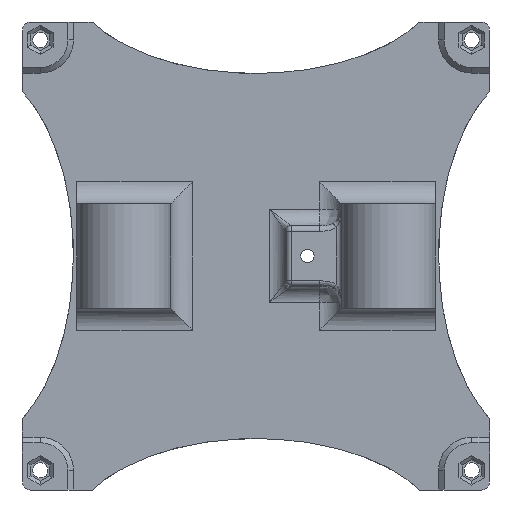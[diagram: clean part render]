
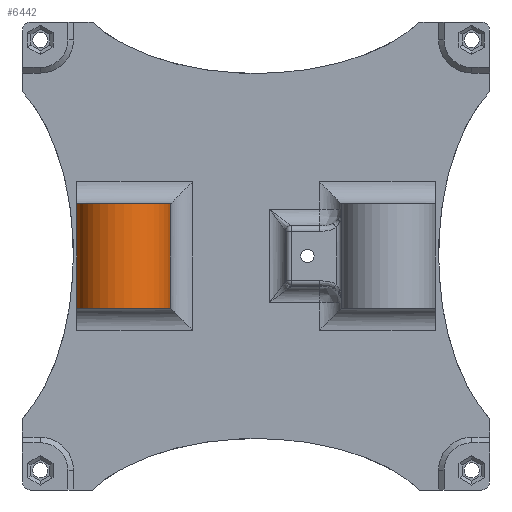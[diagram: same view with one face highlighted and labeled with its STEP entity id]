
A CAD part, front view. The second image highlights one B-rep face of the part: STEP entity #6442.
In plain terms, the highlighted cylindrical face has radius 10.775 mm (diameter 21.55 mm), a partial arc.
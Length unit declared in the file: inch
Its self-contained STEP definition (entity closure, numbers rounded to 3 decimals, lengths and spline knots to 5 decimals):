
#593 = EDGE_CURVE ( 'NONE', #2359, #5610, #2247, .T. ) ;
#753 = EDGE_LOOP ( 'NONE', ( #3243, #6417, #4232, #2734 ) ) ;
#883 = DIRECTION ( 'NONE',  ( 0., 0., -1. ) ) ;
#1165 = CARTESIAN_POINT ( 'NONE',  ( -1.87466, -0.37, -1.02244 ) ) ;
#1319 = DIRECTION ( 'NONE',  ( 1., 0., 0. ) ) ;
#1347 = VECTOR ( 'NONE', #6493, 39.37008 ) ;
#1390 = CARTESIAN_POINT ( 'NONE',  ( -1.02623, -0.37, -1.02244 ) ) ;
#1723 = AXIS2_PLACEMENT_3D ( 'NONE', #6406, #5826, #7819 ) ;
#1843 = AXIS2_PLACEMENT_3D ( 'NONE', #2304, #3024, #7197 ) ;
#1884 = EDGE_CURVE ( 'NONE', #5610, #6424, #5753, .T. ) ;
#2128 = FACE_OUTER_BOUND ( 'NONE', #753, .T. ) ;
#2247 = LINE ( 'NONE', #7686, #3581 ) ;
#2304 = CARTESIAN_POINT ( 'NONE',  ( -1.45045, -0.37, -1.02244 ) ) ;
#2359 = VERTEX_POINT ( 'NONE', #3984 ) ;
#2403 = EDGE_CURVE ( 'NONE', #6787, #6424, #7598, .T. ) ;
#2734 = ORIENTED_EDGE ( 'NONE', *, *, #1884, .T. ) ;
#3024 = DIRECTION ( 'NONE',  ( 0., 0., 1. ) ) ;
#3243 = ORIENTED_EDGE ( 'NONE', *, *, #2403, .F. ) ;
#3581 = VECTOR ( 'NONE', #883, 39.37008 ) ;
#3984 = CARTESIAN_POINT ( 'NONE',  ( -1.87466, -0.37, -0.07756 ) ) ;
#4172 = DIRECTION ( 'NONE',  ( 0., 0., 1. ) ) ;
#4232 = ORIENTED_EDGE ( 'NONE', *, *, #593, .T. ) ;
#5610 = VERTEX_POINT ( 'NONE', #1165 ) ;
#5636 = CIRCLE ( 'NONE', #1723, 0.42421 ) ;
#5753 = CIRCLE ( 'NONE', #1843, 0.42421 ) ;
#5826 = DIRECTION ( 'NONE',  ( 0., 0., 1. ) ) ;
#6145 = CARTESIAN_POINT ( 'NONE',  ( -1.02623, -0.37, -0.07756 ) ) ;
#6160 = AXIS2_PLACEMENT_3D ( 'NONE', #7609, #4172, #1319 ) ;
#6406 = CARTESIAN_POINT ( 'NONE',  ( -1.45045, -0.37, -0.07756 ) ) ;
#6417 = ORIENTED_EDGE ( 'NONE', *, *, #8803, .F. ) ;
#6424 = VERTEX_POINT ( 'NONE', #8200 ) ;
#6442 = ADVANCED_FACE ( 'NONE', ( #2128 ), #7697, .T. ) ;
#6493 = DIRECTION ( 'NONE',  ( 0., 0., -1. ) ) ;
#6787 = VERTEX_POINT ( 'NONE', #6145 ) ;
#7197 = DIRECTION ( 'NONE',  ( 1., 0., 0. ) ) ;
#7598 = LINE ( 'NONE', #1390, #1347 ) ;
#7609 = CARTESIAN_POINT ( 'NONE',  ( -1.45045, -0.37, -1.02244 ) ) ;
#7686 = CARTESIAN_POINT ( 'NONE',  ( -1.87466, -0.37, -1.02244 ) ) ;
#7697 = CYLINDRICAL_SURFACE ( 'NONE', #6160, 0.42421 ) ;
#7819 = DIRECTION ( 'NONE',  ( 1., 0., 0. ) ) ;
#8200 = CARTESIAN_POINT ( 'NONE',  ( -1.02623, -0.37, -1.02244 ) ) ;
#8803 = EDGE_CURVE ( 'NONE', #2359, #6787, #5636, .T. ) ;
